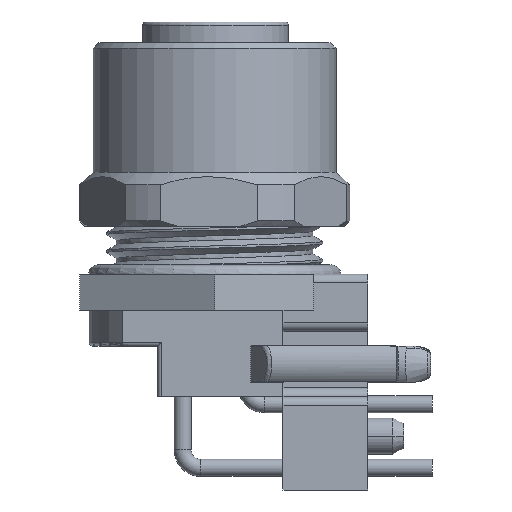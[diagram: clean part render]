
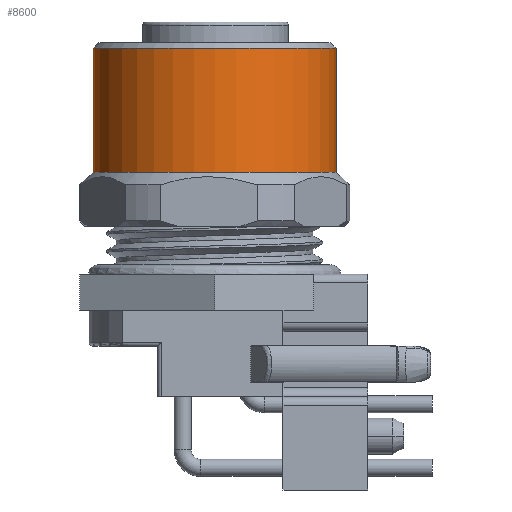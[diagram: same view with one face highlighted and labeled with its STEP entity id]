
A CAD part, left-side view. The second image highlights one B-rep face of the part: STEP entity #8600.
In plain terms, the highlighted cylindrical face has radius 6.75 mm (diameter 13.5 mm), a partial arc.
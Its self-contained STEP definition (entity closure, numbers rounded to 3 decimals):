
#769=CARTESIAN_POINT('',(0.,0.,-1.452));
#770=DIRECTION('',(0.,0.,1.));
#771=DIRECTION('',(0.,1.,0.));
#772=AXIS2_PLACEMENT_3D('',#769,#770,#771);
#784=DIRECTION('',(0.,0.,1.));
#785=VECTOR('',#784,6.9);
#786=CARTESIAN_POINT('',(0.,6.75,-8.352));
#787=LINE('',#786,#785);
#788=DIRECTION('',(0.,0.,1.));
#789=VECTOR('',#788,6.9);
#790=CARTESIAN_POINT('',(0.,-6.75,-8.352));
#791=LINE('',#790,#789);
#792=CARTESIAN_POINT('',(0.,0.,-8.352));
#793=DIRECTION('',(0.,0.,1.));
#794=DIRECTION('',(0.,1.,0.));
#795=AXIS2_PLACEMENT_3D('',#792,#793,#794);
#6262=CARTESIAN_POINT('',(0.,6.75,-8.352));
#6264=VERTEX_POINT('',#6262);
#6265=CARTESIAN_POINT('',(0.,6.75,-1.452));
#6266=VERTEX_POINT('',#6265);
#6274=CARTESIAN_POINT('',(0.,-6.75,-8.352));
#6276=VERTEX_POINT('',#6274);
#6277=CARTESIAN_POINT('',(0.,-6.75,-1.452));
#6278=VERTEX_POINT('',#6277);
#8588=CARTESIAN_POINT('',(0.,0.,-0.642));
#8589=DIRECTION('',(0.,0.,-1.));
#8590=DIRECTION('',(0.,-1.,0.));
#8591=AXIS2_PLACEMENT_3D('',#8588,#8589,#8590);
#8592=CYLINDRICAL_SURFACE('',#8591,6.75);
#8593=ORIENTED_EDGE('',*,*,#8578,.T.);
#8594=ORIENTED_EDGE('',*,*,#8555,.T.);
#8595=ORIENTED_EDGE('',*,*,#8582,.F.);
#8597=ORIENTED_EDGE('',*,*,#8596,.F.);
#8598=EDGE_LOOP('',(#8593,#8594,#8595,#8597));
#8599=FACE_OUTER_BOUND('',#8598,.F.);
#773=CIRCLE('',#772,6.75);
#796=CIRCLE('',#795,6.75);
#8555=EDGE_CURVE('',#6266,#6278,#773,.T.);
#8578=EDGE_CURVE('',#6264,#6266,#787,.T.);
#8582=EDGE_CURVE('',#6276,#6278,#791,.T.);
#8596=EDGE_CURVE('',#6264,#6276,#796,.T.);
#8600=ADVANCED_FACE('',(#8599),#8592,.T.);
